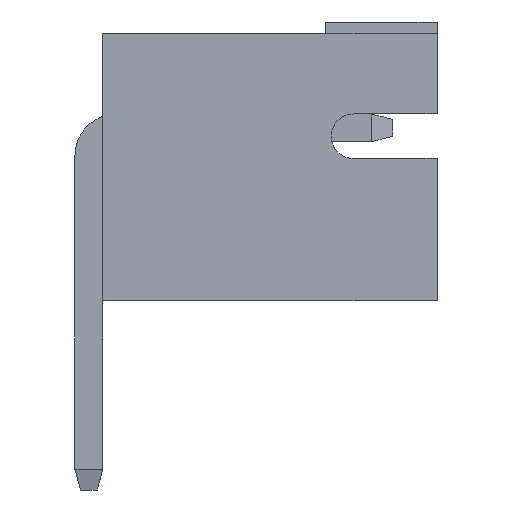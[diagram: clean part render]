
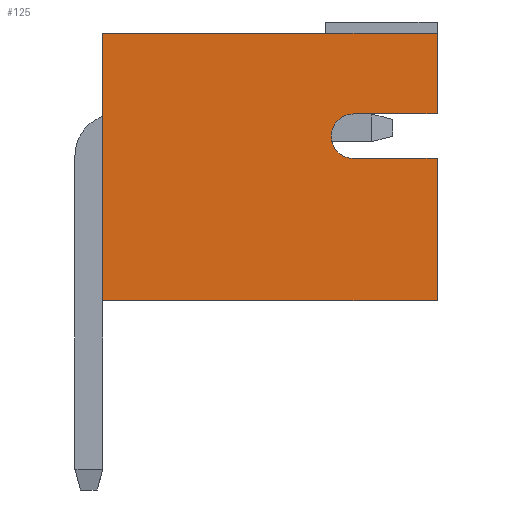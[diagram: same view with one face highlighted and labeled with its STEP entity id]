
A CAD part, left-side view. The second image highlights one B-rep face of the part: STEP entity #125.
In plain terms, the highlighted planar face has unit normal (-1, 0, 0).
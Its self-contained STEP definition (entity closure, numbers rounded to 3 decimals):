
#125=ADVANCED_FACE('',(#1828),#1830,.T.);
#1828=FACE_BOUND('',#1829,.T.);
#1829=EDGE_LOOP('',(#3206,#3207,#3208,#3209,#3210,#3211,#3212,#3213));
#1830=PLANE('',#1831);
#1831=AXIS2_PLACEMENT_3D('',#1832,#1833,#1834);
#1832=CARTESIAN_POINT('',(-1.95,0.,0.));
#1833=DIRECTION('',(-1.,0.,0.));
#1834=DIRECTION('',(0.,0.,1.));
#3206=ORIENTED_EDGE('',*,*,#4175,.T.);
#3207=ORIENTED_EDGE('',*,*,#4123,.T.);
#3208=ORIENTED_EDGE('',*,*,#4169,.T.);
#3209=ORIENTED_EDGE('',*,*,#4176,.T.);
#3210=ORIENTED_EDGE('',*,*,#4177,.T.);
#3211=ORIENTED_EDGE('',*,*,#4178,.T.);
#3212=ORIENTED_EDGE('',*,*,#4179,.T.);
#3213=ORIENTED_EDGE('',*,*,#4180,.T.);
#4123=EDGE_CURVE('',#4622,#4620,#4623,.T.);
#4169=EDGE_CURVE('',#4620,#4708,#4710,.T.);
#4175=EDGE_CURVE('',#4718,#4622,#4719,.F.);
#4176=EDGE_CURVE('',#4708,#4720,#4721,.T.);
#4177=EDGE_CURVE('',#4720,#4722,#4723,.T.);
#4178=EDGE_CURVE('',#4722,#4724,#4725,.T.);
#4179=EDGE_CURVE('',#4724,#4726,#4727,.F.);
#4180=EDGE_CURVE('',#4726,#4718,#4728,.F.);
#4620=VERTEX_POINT('',#5433);
#4622=VERTEX_POINT('',#5437);
#4623=LINE('',#5438,#5439);
#4708=VERTEX_POINT('',#5613);
#4710=LINE('',#5617,#5618);
#4718=VERTEX_POINT('',#5637);
#4719=LINE('',#5638,#5639);
#4720=VERTEX_POINT('',#5641);
#4721=LINE('',#5642,#5643);
#4722=VERTEX_POINT('',#5645);
#4723=LINE('',#5646,#5647);
#4724=VERTEX_POINT('',#5649);
#4725=LINE('',#5650,#5651);
#4726=VERTEX_POINT('',#5653);
#4727=LINE('',#5654,#5655);
#4728=CIRCLE('',#5657,0.4);
#5433=CARTESIAN_POINT('',(-1.95,-6.25,4.8));
#5437=CARTESIAN_POINT('',(-1.95,-6.25,3.35));
#5438=CARTESIAN_POINT('',(-1.95,-6.25,3.35));
#5439=VECTOR('',#5440,1.);
#5440=DIRECTION('',(0.,0.,1.));
#5613=CARTESIAN_POINT('',(-1.95,-0.25,4.8));
#5617=CARTESIAN_POINT('',(-1.95,-6.25,4.8));
#5618=VECTOR('',#5619,1.);
#5619=DIRECTION('',(0.,1.,0.));
#5637=CARTESIAN_POINT('',(-1.95,-4.75,3.35));
#5638=CARTESIAN_POINT('',(-1.95,-6.25,3.35));
#5639=VECTOR('',#5640,1.);
#5640=DIRECTION('',(0.,1.,0.));
#5641=CARTESIAN_POINT('',(-1.95,-0.25,0.));
#5642=CARTESIAN_POINT('',(-1.95,-0.25,4.8));
#5643=VECTOR('',#5644,1.);
#5644=DIRECTION('',(0.,0.,-1.));
#5645=CARTESIAN_POINT('',(-1.95,-6.25,0.));
#5646=CARTESIAN_POINT('',(-1.95,-0.25,0.));
#5647=VECTOR('',#5648,1.);
#5648=DIRECTION('',(0.,-1.,0.));
#5649=CARTESIAN_POINT('',(-1.95,-6.25,2.55));
#5650=CARTESIAN_POINT('',(-1.95,-6.25,0.));
#5651=VECTOR('',#5652,1.);
#5652=DIRECTION('',(0.,0.,1.));
#5653=CARTESIAN_POINT('',(-1.95,-4.75,2.55));
#5654=CARTESIAN_POINT('',(-1.95,-4.75,2.55));
#5655=VECTOR('',#5656,1.);
#5656=DIRECTION('',(0.,-1.,0.));
#5657=AXIS2_PLACEMENT_3D('',#5658,#5659,#5660);
#5658=CARTESIAN_POINT('',(-1.95,-4.75,2.95));
#5659=DIRECTION('',(-1.,0.,0.));
#5660=DIRECTION('',(0.,0.,1.));
